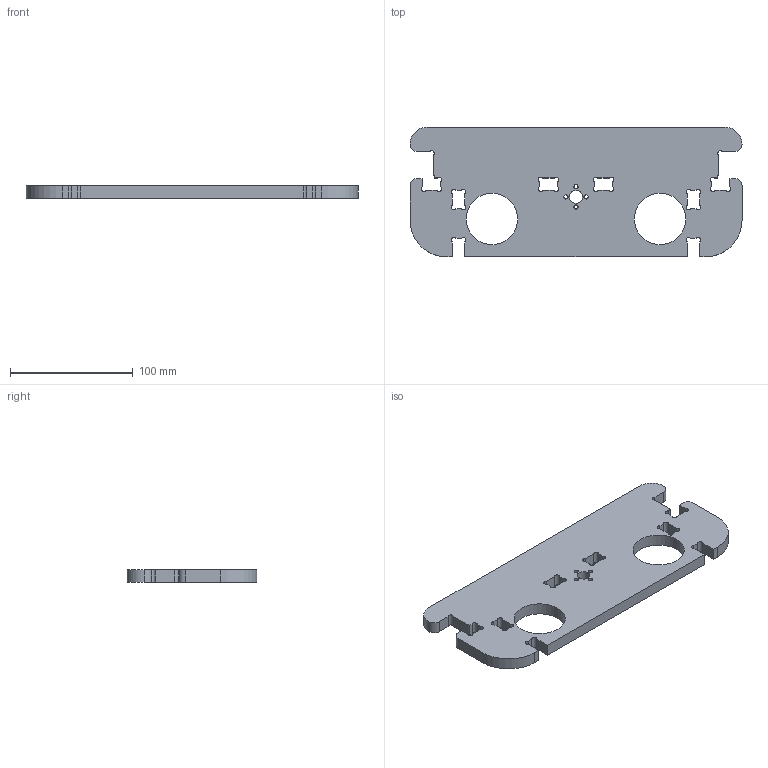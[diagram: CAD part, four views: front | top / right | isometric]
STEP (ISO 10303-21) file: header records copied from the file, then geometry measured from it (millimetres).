
FILE_DESCRIPTION(/* description */ (''),/* implementation_level */ '2;1');
FILE_NAME(/* name */ 'elevator base plate.step',/* time_stamp */ '2023-03-04T21:33:43+01:00',/* author */ (''),/* organization */ (''),/* preprocessor_version */ 'ST-DEVELOPER v19.2',/* originating_system */ 'Autodesk Translation Framework v11.17.0.187',/* authorisation */ '');
FILE_SCHEMA (('AUTOMOTIVE_DESIGN { 1 0 10303 214 3 1 1 }'));
Length unit declared in the file: millimetre
Products named in the file (1): elevator base plate
Bounding box: 271 x 106 x 10 mm (x, y, z)
Volume: 231653.5 mm3; surface area: 61138.4 mm2
Topology: 1 solids, 1 shells, 89 faces, 261 edges, 174 vertices
Faces by surface type: cylinder 45, plane 44
Full cylindrical faces by diameter (mm): 3.45 x4, 10.45 x1, 42 x2
Entity records: 3062 total; most frequent: DIRECTION 531, CARTESIAN_POINT 525, ORIENTED_EDGE 522, EDGE_CURVE 261, AXIS2_PLACEMENT_3D 180, VERTEX_POINT 174, LINE 171, VECTOR 171
